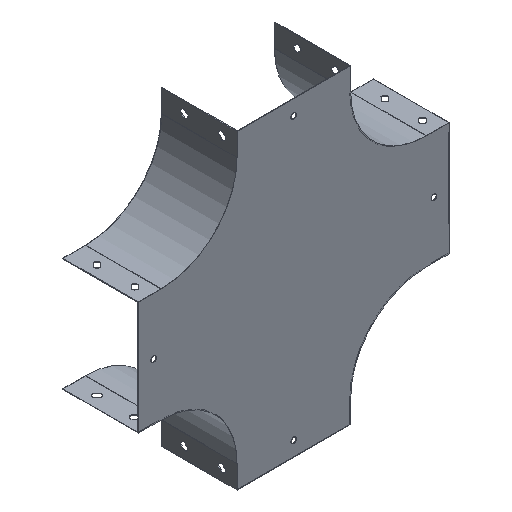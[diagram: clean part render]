
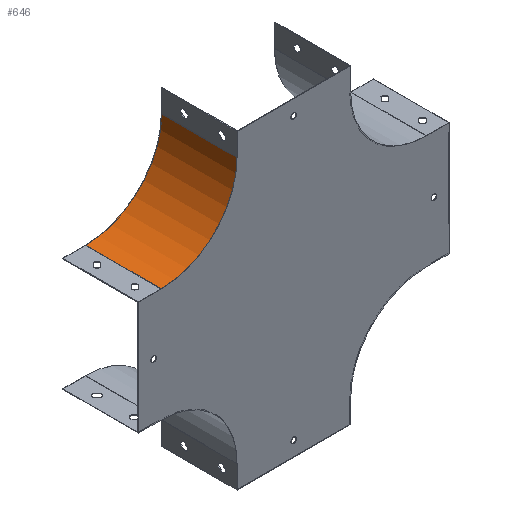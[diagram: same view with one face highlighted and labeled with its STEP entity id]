
A CAD part, isometric view. The second image highlights one B-rep face of the part: STEP entity #646.
In plain terms, the highlighted cylindrical face has radius 100 mm (diameter 200 mm), a partial arc.
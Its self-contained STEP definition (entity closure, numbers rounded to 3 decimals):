
#120 = AXIS2_PLACEMENT_3D ( 'NONE', #3230, #3231, #3232 ) ;
#356 = CIRCLE ( 'NONE', #120, 100. ) ;
#509 = EDGE_CURVE ( 'NONE', #1583, #1582, #356, .T. ) ;
#646 = ADVANCED_FACE ( 'NONE', ( #1149 ), #1156, .F. ) ;
#739 = CARTESIAN_POINT ( 'NONE',  ( -175., 0.8, -130. ) ) ;
#748 = DIRECTION ( 'NONE',  ( 0., -1., 0. ) ) ;
#953 = LINE ( 'NONE', #739, #955 ) ;
#955 = VECTOR ( 'NONE', #748, 1000. ) ;
#1149 = FACE_OUTER_BOUND ( 'NONE', #1536, .T. ) ;
#1156 = CYLINDRICAL_SURFACE ( 'NONE', #2965, 100. ) ;
#1276 = CIRCLE ( 'NONE', #2997, 100. ) ;
#1291 = LINE ( 'NONE', #2807, #1295 ) ;
#1295 = VECTOR ( 'NONE', #2819, 1000. ) ;
#1371 = ORIENTED_EDGE ( 'NONE', *, *, #509, .F. ) ;
#1372 = ORIENTED_EDGE ( 'NONE', *, *, #1941, .F. ) ;
#1373 = ORIENTED_EDGE ( 'NONE', *, *, #1938, .F. ) ;
#1374 = ORIENTED_EDGE ( 'NONE', *, *, #3051, .T. ) ;
#1536 = EDGE_LOOP ( 'NONE', ( #1371, #1372, #1373, #1374 ) ) ;
#1582 = VERTEX_POINT ( 'NONE', #2611 ) ;
#1583 = VERTEX_POINT ( 'NONE', #2612 ) ;
#1591 = VERTEX_POINT ( 'NONE', #2620 ) ;
#1595 = VERTEX_POINT ( 'NONE', #2624 ) ;
#1938 = EDGE_CURVE ( 'NONE', #1595, #1591, #1276, .T. ) ;
#1941 = EDGE_CURVE ( 'NONE', #1591, #1583, #1291, .T. ) ;
#2421 = DIRECTION ( 'NONE',  ( 0., 0., -1. ) ) ;
#2425 = DIRECTION ( 'NONE',  ( 0., -1., 0. ) ) ;
#2426 = CARTESIAN_POINT ( 'NONE',  ( -175., 0.8, -30. ) ) ;
#2611 = CARTESIAN_POINT ( 'NONE',  ( -175., 0., -130. ) ) ;
#2612 = CARTESIAN_POINT ( 'NONE',  ( -75., 0., -30. ) ) ;
#2620 = CARTESIAN_POINT ( 'NONE',  ( -75., 100., -30. ) ) ;
#2624 = CARTESIAN_POINT ( 'NONE',  ( -175., 100., -130. ) ) ;
#2807 = CARTESIAN_POINT ( 'NONE',  ( -75., 0.8, -30. ) ) ;
#2808 = CARTESIAN_POINT ( 'NONE',  ( -175., 100., -30. ) ) ;
#2809 = DIRECTION ( 'NONE',  ( 0., -1., 0. ) ) ;
#2810 = DIRECTION ( 'NONE',  ( -1., 0., 0. ) ) ;
#2819 = DIRECTION ( 'NONE',  ( 0., -1., 0. ) ) ;
#2965 = AXIS2_PLACEMENT_3D ( 'NONE', #2426, #2425, #2421 ) ;
#2997 = AXIS2_PLACEMENT_3D ( 'NONE', #2808, #2809, #2810 ) ;
#3051 = EDGE_CURVE ( 'NONE', #1595, #1582, #953, .T. ) ;
#3230 = CARTESIAN_POINT ( 'NONE',  ( -175., 0., -30. ) ) ;
#3231 = DIRECTION ( 'NONE',  ( 0., 1., 0. ) ) ;
#3232 = DIRECTION ( 'NONE',  ( 0., 0., 1. ) ) ;
